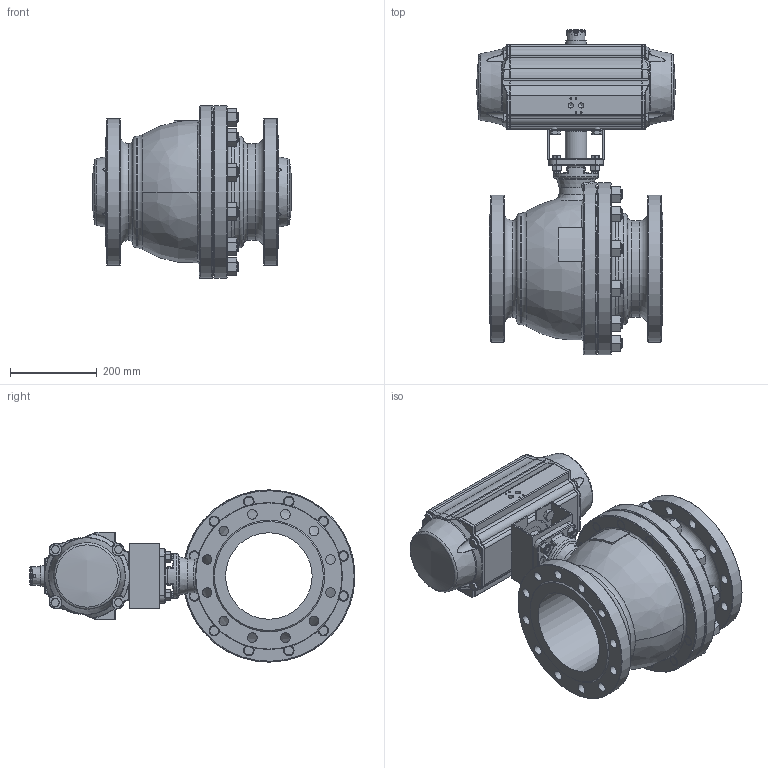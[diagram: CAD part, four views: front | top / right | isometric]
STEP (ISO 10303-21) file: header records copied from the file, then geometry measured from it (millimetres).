
FILE_DESCRIPTION(/* description */ ('Unknown'),/* implementation_level */ '2;1');
FILE_NAME(/* name */ 'DW080921-15',/* time_stamp */ '2023-08-01T11:30:55+02:00',/* author */ ('Unknown'),/* organization */ ('Unknown'),/* preprocessor_version */ 'ST-DEVELOPER v18.102',/* originating_system */ 'Solid Edge',/* authorisation */ 'Unknown');
FILE_SCHEMA (('AUTOMOTIVE_DESIGN {1 0 10303 214 3 1 1}'));
Length unit declared in the file: millimetre
Products named in the file (18): DW080921-15_(DW682-8.200.200); Brücke Aufbau 70 F12_F14; 8.200.200_PN16; Gewindestift_M24; Mutter_M24; M12x30; M16x30; Mutter M12; Spindeladapter SW27 Aufbau 70 f黵 DW080921-15_(DW682-8.200.200); DW08_FR07_(DW682_FR500); ____; ________(___________; _____________; ______; hexagon head bolts--product grade c gb_GB_FASTENER_BOLT_HHBC M12X55-N; cup head nib bolts with large head gb_GB_FASTENER_BOLT_CHNBW M6X25-N; KP-160
Assembly tree (57 placements, depth 4):
  DW080921-15_(DW682-8.200.200)
    Brücke Aufbau 70 F12_F14
    8.200.200_PN16
      Gewindestift_M24  x12
      8.200.200_PN16
      Mutter_M24  x12
    M12x30  x4
    M16x30  x4
    Mutter M12  x4
    Spindeladapter SW27 Aufbau 70 f黵 DW080921-15_(DW682-8.200.200)
    DW08_FR07_(DW682_FR500)
      ____
        ________(___________  x2
        _____________  x2
        ______
      hexagon head bolts--product grade c gb_GB_FASTENER_BOLT_HHBC M12X55-N  x8
      cup head nib bolts with large head gb_GB_FASTENER_BOLT_CHNBW M6X25-N
      KP-160
Bounding box: 459.98 x 753.45 x 398.09 mm (x, y, z)
Volume: 32143506.9 mm3; surface area: 1859182.9 mm2
Topology: 55 solids, 55 shells, 1847 faces, 4448 edges, 2710 vertices
Faces by surface type: plane 652, cylinder 486, cone 312, bspline 236, torus 147, sphere 14
Full cylindrical faces by diameter (mm): 3 x16, 3.3 x8, 4.2 x12, 4.66 x1, 5 x1, 6 x1, 6.2 x1, 8.5 x4, 10.2 x12, 11.8 x2, 12 x12, 13 x8, 14 x4, 16 x4, 17 x4, 20.752 x12, 22 x24, 24 x36, 38.5 x1, 39 x1, 43.7 x1, 47.8 x1, 50 x1, 58.5 x1, 70 x1, 80 x1, 104 x1, 200 x1, 223 x1, 258 x2
Entity records: 45873 total; most frequent: CARTESIAN_POINT 19172, DIRECTION 5329, ORIENTED_EDGE 5172, EDGE_CURVE 2586, AXIS2_PLACEMENT_3D 2221, VERTEX_POINT 1686, FACE_BOUND 1586, EDGE_LOOP 1555
